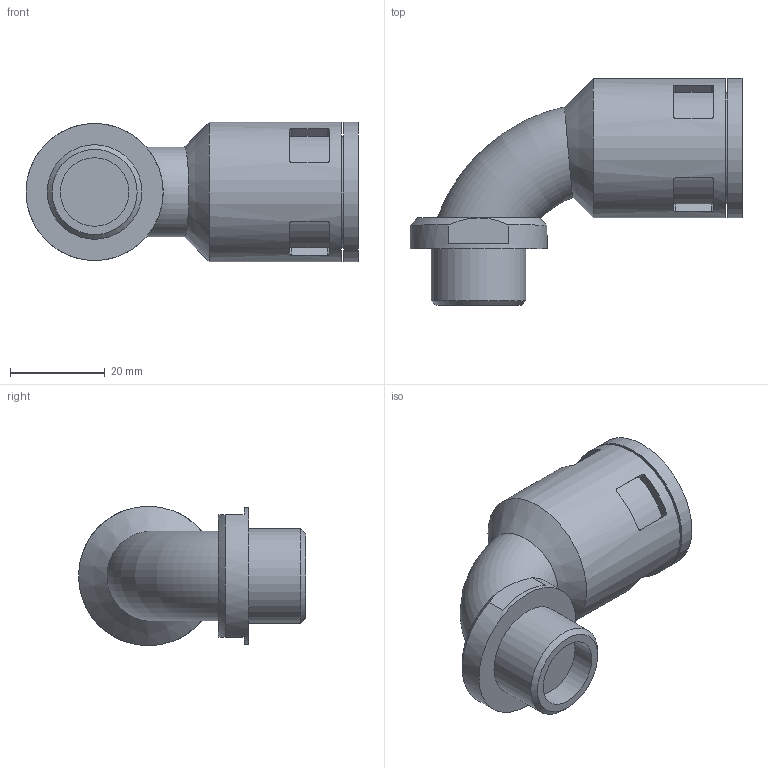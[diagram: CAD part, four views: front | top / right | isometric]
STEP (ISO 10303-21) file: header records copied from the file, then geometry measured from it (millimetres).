
FILE_DESCRIPTION( ( 'STEP AP203' ), '1' );
FILE_NAME( 'FLEXA RQB1 90-M 5104.021.020.stp', '2020-03-25T12:53:17', ( 'License CC BY-ND 4.0' ), ( 'CADENAS' ), ' ', 'PARTsolutions', ' ' );
FILE_SCHEMA( ( 'CONFIG_CONTROL_DESIGN' ) );
Length unit declared in the file: millimetre
Products named in the file (1): _FLEXA RQB1 90-M 5104.021.020
Bounding box: 70.2 x 48 x 29.5 mm (x, y, z)
Volume: 25772 mm3; surface area: 10850.3 mm2
Topology: 1 solids, 1 shells, 62 faces, 146 edges, 96 vertices
Faces by surface type: plane 29, cylinder 28, cone 4, torus 1
Full cylindrical faces by diameter (mm): 14.5 x2, 20 x1, 21.2 x1, 23.4 x1, 29 x1, 29.5 x2
Entity records: 2041 total; most frequent: CARTESIAN_POINT 668, ORIENTED_EDGE 264, DIRECTION 258, EDGE_CURVE 132, AXIS2_PLACEMENT_3D 102, VERTEX_POINT 93, EDGE_LOOP 83, FACE_OUTER_BOUND 71
